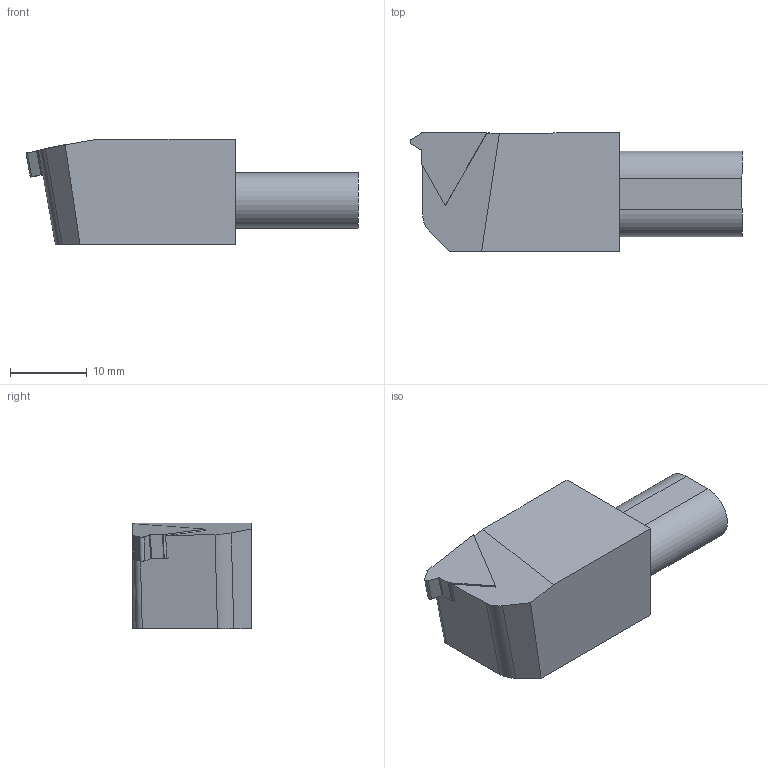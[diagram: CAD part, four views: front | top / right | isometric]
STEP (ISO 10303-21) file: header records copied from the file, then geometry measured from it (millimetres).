
FILE_DESCRIPTION(/* description */ (''),/* implementation_level */ '2;1');
FILE_NAME(/* name */ 'SEL-12x43.3-11.stp',/* time_stamp */ '2023-11-09T14:03:41+03:00',/* author */ (''),/* organization */ (''),/* preprocessor_version */ 'ST-DEVELOPER v19.4',/* originating_system */ 'SIEMENS PLM Software NX2306.3001',/* authorisation */ '');
FILE_SCHEMA (('AUTOMOTIVE_DESIGN { 1 0 10303 214 3 1 1 1 }'));
Length unit declared in the file: millimetre
Products named in the file (2): 11 ER 2-5; SER-12x43.3-11
Assembly tree (1 placements, depth 2):
  SER-12x43.3-11
    11 ER 2-5
Bounding box: 43.33 x 15.5 x 13.8 mm (x, y, z)
Volume: 6164.8 mm3; surface area: 2486.2 mm2
Topology: 2 solids, 2 shells, 33 faces, 84 edges, 56 vertices
Faces by surface type: plane 24, cylinder 9
Entity records: 1138 total; most frequent: CARTESIAN_POINT 175, DIRECTION 173, ORIENTED_EDGE 168, EDGE_CURVE 84, LINE 65, VECTOR 65, VERTEX_POINT 56, AXIS2_PLACEMENT_3D 54
